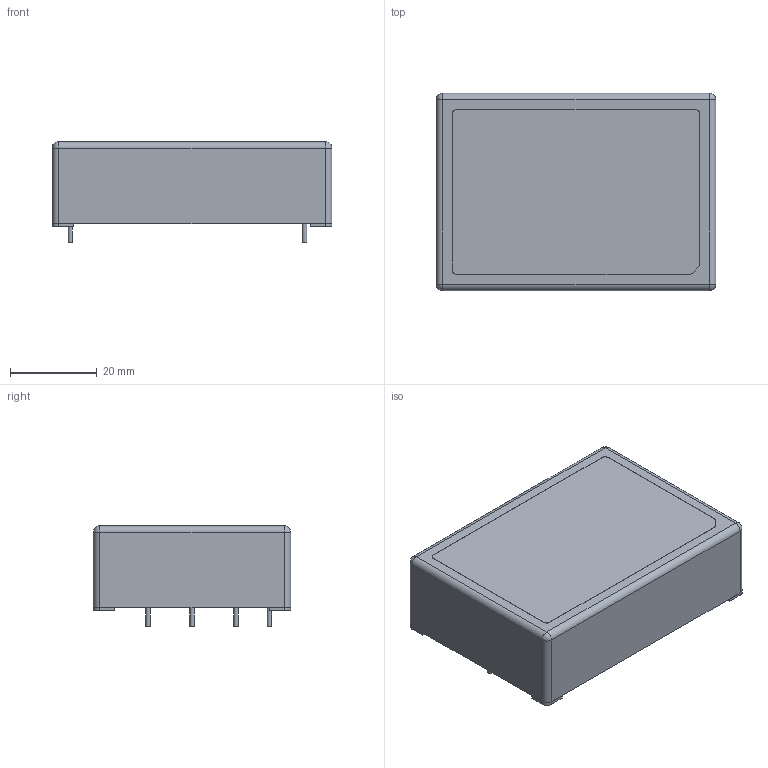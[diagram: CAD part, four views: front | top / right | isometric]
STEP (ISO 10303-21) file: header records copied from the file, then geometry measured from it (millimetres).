
FILE_DESCRIPTION(/* description */ (''),/* implementation_level */ '2;1');
FILE_NAME(/* name */ 'PWS_TRACO_TMP10-PCB.stp',/* time_stamp */ '2017-05-23T16:10:00+02:00',/* author */ ('jchouvet'),/* organization */ (''),/* preprocessor_version */ 'ST-DEVELOPER v16.1',/* originating_system */ 'AutoCAD Mechanical',/* authorisation */ '');
FILE_SCHEMA (('AUTOMOTIVE_DESIGN { 1 0 10303 214 3 1 1 }'));
Length unit declared in the file: millimetre
Products named in the file (1): Product
Bounding box: 64.5 x 45.5 x 23.3 mm (x, y, z)
Volume: 55608.8 mm3; surface area: 20284.8 mm2
Topology: 12 solids, 12 shells, 149 faces, 365 edges, 241 vertices
Faces by surface type: plane 106, cylinder 39, sphere 4
Full cylindrical faces by diameter (mm): 1 x5, 1.2 x5
Entity records: 4328 total; most frequent: CARTESIAN_POINT 736, DIRECTION 728, ORIENTED_EDGE 700, EDGE_CURVE 350, LINE 272, VECTOR 272, VERTEX_POINT 236, AXIS2_PLACEMENT_3D 228
